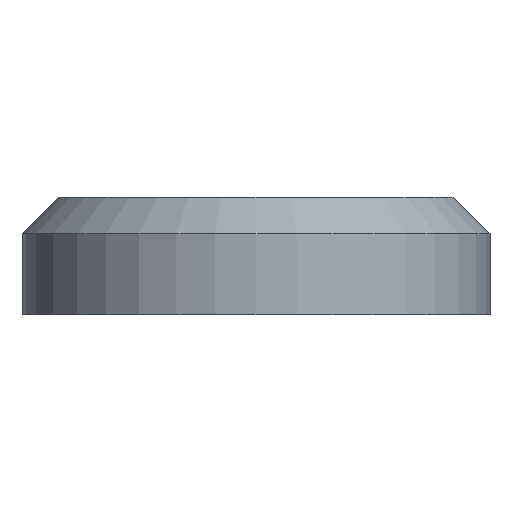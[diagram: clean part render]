
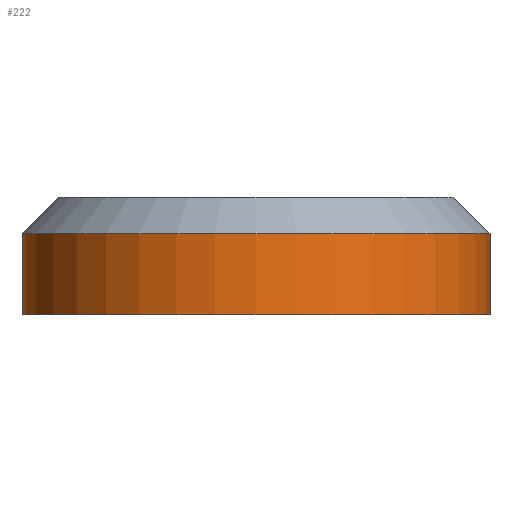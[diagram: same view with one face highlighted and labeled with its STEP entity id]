
A CAD part, front view. The second image highlights one B-rep face of the part: STEP entity #222.
In plain terms, the highlighted cylindrical face has radius 6.35 mm (diameter 12.7 mm), a partial arc.
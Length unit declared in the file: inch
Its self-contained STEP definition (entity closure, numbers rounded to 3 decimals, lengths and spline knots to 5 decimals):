
#19=CYLINDRICAL_SURFACE('',#256,0.25);
#36=FACE_OUTER_BOUND('',#51,.T.);
#51=EDGE_LOOP('',(#194,#195,#196,#197));
#62=CIRCLE('',#251,0.25);
#64=CIRCLE('',#257,0.25);
#71=LINE('',#346,#90);
#81=LINE('',#372,#100);
#90=VECTOR('',#279,0.3937);
#100=VECTOR('',#309,0.3937);
#110=VERTEX_POINT('',#339);
#113=VERTEX_POINT('',#344);
#118=VERTEX_POINT('',#363);
#119=VERTEX_POINT('',#371);
#131=EDGE_CURVE('',#110,#113,#71,.T.);
#143=EDGE_CURVE('',#110,#118,#62,.T.);
#144=EDGE_CURVE('',#118,#119,#81,.T.);
#148=EDGE_CURVE('',#119,#113,#64,.T.);
#194=ORIENTED_EDGE('',*,*,#143,.F.);
#195=ORIENTED_EDGE('',*,*,#131,.T.);
#196=ORIENTED_EDGE('',*,*,#148,.F.);
#197=ORIENTED_EDGE('',*,*,#144,.F.);
#222=ADVANCED_FACE('',(#36),#19,.T.);
#251=AXIS2_PLACEMENT_3D('',#368,#303,#304);
#256=AXIS2_PLACEMENT_3D('',#378,#316,#317);
#257=AXIS2_PLACEMENT_3D('',#379,#318,#319);
#279=DIRECTION('',(0.,0.,-1.));
#303=DIRECTION('center_axis',(0.,0.,1.));
#304=DIRECTION('ref_axis',(-1.,0.,0.));
#309=DIRECTION('',(0.,0.,-1.));
#316=DIRECTION('center_axis',(0.,0.,-1.));
#317=DIRECTION('ref_axis',(-1.,0.,0.));
#318=DIRECTION('center_axis',(0.,0.,-1.));
#319=DIRECTION('ref_axis',(-1.,0.,0.));
#339=CARTESIAN_POINT('',(-0.25,0.,-0.03937));
#344=CARTESIAN_POINT('',(-0.25,0.,-0.126));
#346=CARTESIAN_POINT('',(-0.25,0.,0.));
#363=CARTESIAN_POINT('',(0.25,0.,-0.03937));
#368=CARTESIAN_POINT('Origin',(0.,0.,-0.03937));
#371=CARTESIAN_POINT('',(0.25,0.,-0.126));
#372=CARTESIAN_POINT('',(0.25,0.,0.));
#378=CARTESIAN_POINT('Origin',(0.,0.,0.));
#379=CARTESIAN_POINT('Origin',(0.,0.,-0.126));
